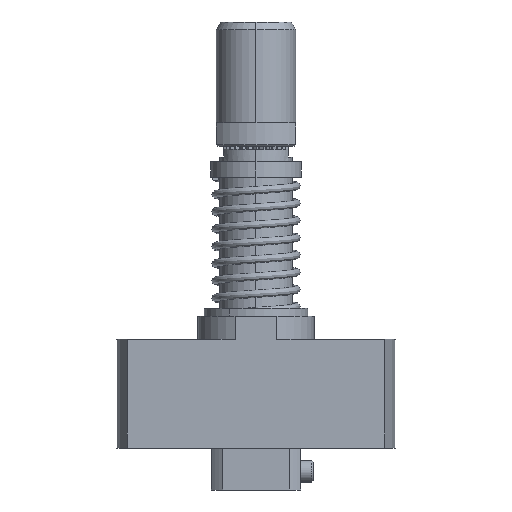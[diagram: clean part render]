
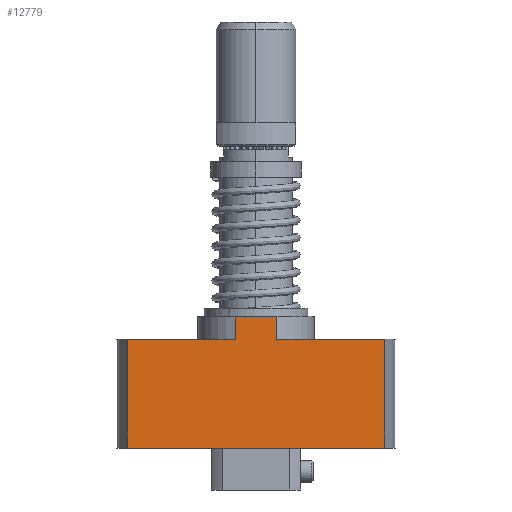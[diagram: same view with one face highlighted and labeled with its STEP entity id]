
A CAD part, left-side view. The second image highlights one B-rep face of the part: STEP entity #12779.
In plain terms, the highlighted planar face has unit normal (-1, 0, 0).
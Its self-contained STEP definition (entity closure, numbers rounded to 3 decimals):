
#135 = CARTESIAN_POINT ( 'NONE',  ( -3.5, -1.346, 1.5 ) ) ;
#2134 = ORIENTED_EDGE ( 'NONE', *, *, #32175, .T. ) ;
#2198 = VECTOR ( 'NONE', #10055, 1000. ) ;
#2310 = CARTESIAN_POINT ( 'NONE',  ( -3.5, -8.292, 0. ) ) ;
#2714 = EDGE_CURVE ( 'NONE', #25307, #5173, #2926, .T. ) ;
#2926 = LINE ( 'NONE', #31163, #31341 ) ;
#3064 = ORIENTED_EDGE ( 'NONE', *, *, #16774, .F. ) ;
#3305 = VERTEX_POINT ( 'NONE', #6905 ) ;
#3410 = DIRECTION ( 'NONE',  ( 0., 0., -1. ) ) ;
#5173 = VERTEX_POINT ( 'NONE', #21964 ) ;
#6107 = VECTOR ( 'NONE', #20240, 1000. ) ;
#6501 = VERTEX_POINT ( 'NONE', #10411 ) ;
#6905 = CARTESIAN_POINT ( 'NONE',  ( -3.5, -1.346, 1.5 ) ) ;
#7545 = CARTESIAN_POINT ( 'NONE',  ( -3.5, 8.292, -7. ) ) ;
#7867 = CARTESIAN_POINT ( 'NONE',  ( -3.5, -8.292, 0. ) ) ;
#8657 = AXIS2_PLACEMENT_3D ( 'NONE', #22308, #32397, #24958 ) ;
#9263 = DIRECTION ( 'NONE',  ( 0., 1., 0. ) ) ;
#9326 = LINE ( 'NONE', #17164, #13586 ) ;
#9718 = EDGE_CURVE ( 'NONE', #3305, #26620, #30529, .T. ) ;
#9990 = EDGE_CURVE ( 'NONE', #5173, #10999, #18024, .T. ) ;
#10055 = DIRECTION ( 'NONE',  ( 0., 0., -1. ) ) ;
#10411 = CARTESIAN_POINT ( 'NONE',  ( -3.5, -8.292, -7. ) ) ;
#10999 = VERTEX_POINT ( 'NONE', #14077 ) ;
#12282 = VERTEX_POINT ( 'NONE', #27995 ) ;
#12384 = EDGE_LOOP ( 'NONE', ( #2134, #31077, #3064, #24421, #26708, #12851, #30901, #20986 ) ) ;
#12602 = CARTESIAN_POINT ( 'NONE',  ( -3.5, 1.346, 1.5 ) ) ;
#12779 = ADVANCED_FACE ( 'NONE', ( #17122 ), #19959, .F. ) ;
#12851 = ORIENTED_EDGE ( 'NONE', *, *, #25573, .F. ) ;
#13586 = VECTOR ( 'NONE', #14719, 1000. ) ;
#14077 = CARTESIAN_POINT ( 'NONE',  ( -3.5, 8.292, 0. ) ) ;
#14719 = DIRECTION ( 'NONE',  ( 0., 0., 1. ) ) ;
#14959 = VECTOR ( 'NONE', #32428, 1000. ) ;
#14973 = LINE ( 'NONE', #2310, #6107 ) ;
#16774 = EDGE_CURVE ( 'NONE', #25307, #3305, #22336, .T. ) ;
#17122 = FACE_OUTER_BOUND ( 'NONE', #12384, .T. ) ;
#17164 = CARTESIAN_POINT ( 'NONE',  ( -3.5, -8.292, -7. ) ) ;
#17611 = CARTESIAN_POINT ( 'NONE',  ( -3.5, 8.292, -7. ) ) ;
#18024 = LINE ( 'NONE', #7867, #23670 ) ;
#19959 = PLANE ( 'NONE',  #8657 ) ;
#20240 = DIRECTION ( 'NONE',  ( 0., 1., 0. ) ) ;
#20986 = ORIENTED_EDGE ( 'NONE', *, *, #24205, .T. ) ;
#21801 = VERTEX_POINT ( 'NONE', #17611 ) ;
#21948 = LINE ( 'NONE', #32054, #25016 ) ;
#21964 = CARTESIAN_POINT ( 'NONE',  ( -3.5, 1.346, 0. ) ) ;
#22308 = CARTESIAN_POINT ( 'NONE',  ( -3.5, -8.292, -7. ) ) ;
#22336 = LINE ( 'NONE', #135, #14959 ) ;
#22574 = LINE ( 'NONE', #7545, #25901 ) ;
#23052 = CARTESIAN_POINT ( 'NONE',  ( -3.5, -1.346, 1.5 ) ) ;
#23670 = VECTOR ( 'NONE', #26040, 1000. ) ;
#24205 = EDGE_CURVE ( 'NONE', #6501, #12282, #9326, .T. ) ;
#24421 = ORIENTED_EDGE ( 'NONE', *, *, #2714, .T. ) ;
#24958 = DIRECTION ( 'NONE',  ( 0., 0., -1. ) ) ;
#25016 = VECTOR ( 'NONE', #9263, 1000. ) ;
#25307 = VERTEX_POINT ( 'NONE', #12602 ) ;
#25573 = EDGE_CURVE ( 'NONE', #21801, #10999, #22574, .T. ) ;
#25901 = VECTOR ( 'NONE', #28017, 1000. ) ;
#26040 = DIRECTION ( 'NONE',  ( 0., 1., 0. ) ) ;
#26620 = VERTEX_POINT ( 'NONE', #27380 ) ;
#26708 = ORIENTED_EDGE ( 'NONE', *, *, #9990, .T. ) ;
#27380 = CARTESIAN_POINT ( 'NONE',  ( -3.5, -1.346, 0. ) ) ;
#27995 = CARTESIAN_POINT ( 'NONE',  ( -3.5, -8.292, 0. ) ) ;
#28017 = DIRECTION ( 'NONE',  ( 0., 0., 1. ) ) ;
#29089 = EDGE_CURVE ( 'NONE', #6501, #21801, #21948, .T. ) ;
#30529 = LINE ( 'NONE', #23052, #2198 ) ;
#30901 = ORIENTED_EDGE ( 'NONE', *, *, #29089, .F. ) ;
#31077 = ORIENTED_EDGE ( 'NONE', *, *, #9718, .F. ) ;
#31163 = CARTESIAN_POINT ( 'NONE',  ( -3.5, 1.346, 1.5 ) ) ;
#31341 = VECTOR ( 'NONE', #3410, 1000. ) ;
#32054 = CARTESIAN_POINT ( 'NONE',  ( -3.5, -8.292, -7. ) ) ;
#32175 = EDGE_CURVE ( 'NONE', #12282, #26620, #14973, .T. ) ;
#32397 = DIRECTION ( 'NONE',  ( 1., 0., 0. ) ) ;
#32428 = DIRECTION ( 'NONE',  ( 0., -1., 0. ) ) ;
